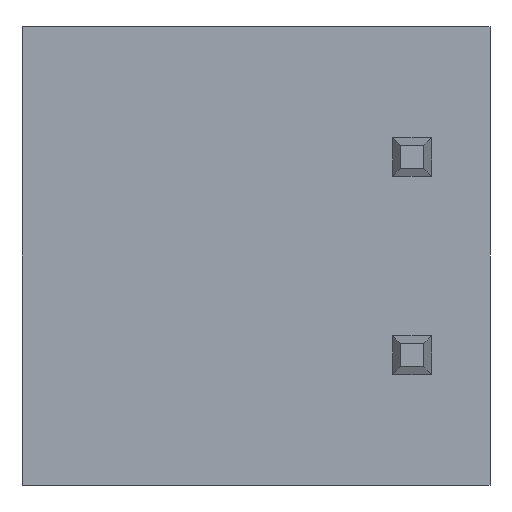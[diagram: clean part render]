
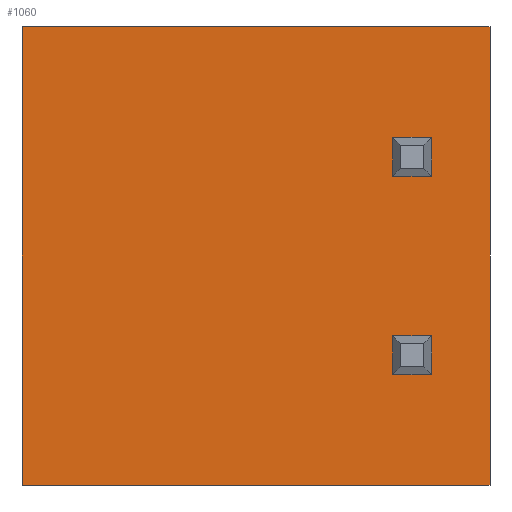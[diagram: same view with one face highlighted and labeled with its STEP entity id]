
A CAD part, front view. The second image highlights one B-rep face of the part: STEP entity #1060.
In plain terms, the highlighted planar face has unit normal (0, -1, 0).
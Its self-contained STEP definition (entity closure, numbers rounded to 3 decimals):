
#39 = DIRECTION ( 'NONE',  ( 1., 0., 0. ) ) ;
#64 = CARTESIAN_POINT ( 'NONE',  ( 8.9, 0., 2.54 ) ) ;
#84 = DIRECTION ( 'NONE',  ( 0., 0., -1. ) ) ;
#96 = EDGE_LOOP ( 'NONE', ( #2080, #867, #487, #2247 ) ) ;
#136 = DIRECTION ( 'NONE',  ( 1., 0., 0. ) ) ;
#143 = ORIENTED_EDGE ( 'NONE', *, *, #1790, .F. ) ;
#199 = ORIENTED_EDGE ( 'NONE', *, *, #1213, .F. ) ;
#213 = VECTOR ( 'NONE', #2720, 1000. ) ;
#247 = LINE ( 'NONE', #517, #2864 ) ;
#303 = LINE ( 'NONE', #1266, #1379 ) ;
#336 = LINE ( 'NONE', #1564, #2811 ) ;
#371 = VERTEX_POINT ( 'NONE', #2255 ) ;
#441 = ORIENTED_EDGE ( 'NONE', *, *, #2112, .T. ) ;
#487 = ORIENTED_EDGE ( 'NONE', *, *, #3092, .F. ) ;
#497 = EDGE_CURVE ( 'NONE', #1953, #955, #2777, .T. ) ;
#505 = ORIENTED_EDGE ( 'NONE', *, *, #1910, .F. ) ;
#510 = DIRECTION ( 'NONE',  ( 0., 0., 1. ) ) ;
#517 = CARTESIAN_POINT ( 'NONE',  ( 19.4, 0., 7.62 ) ) ;
#557 = CARTESIAN_POINT ( 'NONE',  ( 8.9, 0., 8.42 ) ) ;
#574 = AXIS2_PLACEMENT_3D ( 'NONE', #2860, #649, #696 ) ;
#649 = DIRECTION ( 'NONE',  ( 0., 1., 0. ) ) ;
#668 = CARTESIAN_POINT ( 'NONE',  ( 20.9, 0., 8.42 ) ) ;
#696 = DIRECTION ( 'NONE',  ( -1., 0., 0. ) ) ;
#728 = VECTOR ( 'NONE', #39, 1000. ) ;
#753 = CARTESIAN_POINT ( 'NONE',  ( 18.4, 0., -0.5 ) ) ;
#775 = CARTESIAN_POINT ( 'NONE',  ( 19.4, 0., 2.54 ) ) ;
#792 = ORIENTED_EDGE ( 'NONE', *, *, #1082, .T. ) ;
#867 = ORIENTED_EDGE ( 'NONE', *, *, #1372, .T. ) ;
#890 = FACE_BOUND ( 'NONE', #1895, .T. ) ;
#902 = LINE ( 'NONE', #2599, #1078 ) ;
#930 = EDGE_CURVE ( 'NONE', #2405, #1880, #2678, .T. ) ;
#955 = VERTEX_POINT ( 'NONE', #2942 ) ;
#959 = EDGE_CURVE ( 'NONE', #955, #1512, #303, .T. ) ;
#1021 = CARTESIAN_POINT ( 'NONE',  ( 19.4, 0., 5.58 ) ) ;
#1060 = ADVANCED_FACE ( 'NONE', ( #3114, #1420, #890 ), #2642, .F. ) ;
#1078 = VECTOR ( 'NONE', #1925, 1000. ) ;
#1082 = EDGE_CURVE ( 'NONE', #1145, #1693, #902, .T. ) ;
#1099 = LINE ( 'NONE', #1338, #1595 ) ;
#1145 = VERTEX_POINT ( 'NONE', #1496 ) ;
#1192 = CARTESIAN_POINT ( 'NONE',  ( 18.4, 0., -0.5 ) ) ;
#1201 = VERTEX_POINT ( 'NONE', #2483 ) ;
#1213 = EDGE_CURVE ( 'NONE', #2881, #1693, #247, .T. ) ;
#1225 = VECTOR ( 'NONE', #1823, 1000. ) ;
#1266 = CARTESIAN_POINT ( 'NONE',  ( 8.9, 0., -3.34 ) ) ;
#1297 = DIRECTION ( 'NONE',  ( 0., 0., -1. ) ) ;
#1338 = CARTESIAN_POINT ( 'NONE',  ( 18.4, 0., 0.5 ) ) ;
#1372 = EDGE_CURVE ( 'NONE', #1953, #2039, #2286, .T. ) ;
#1379 = VECTOR ( 'NONE', #2222, 1000. ) ;
#1393 = EDGE_CURVE ( 'NONE', #371, #2881, #2014, .T. ) ;
#1420 = FACE_BOUND ( 'NONE', #2220, .T. ) ;
#1421 = ORIENTED_EDGE ( 'NONE', *, *, #1393, .F. ) ;
#1429 = VECTOR ( 'NONE', #2251, 1000. ) ;
#1434 = LINE ( 'NONE', #753, #728 ) ;
#1475 = ORIENTED_EDGE ( 'NONE', *, *, #2048, .F. ) ;
#1496 = CARTESIAN_POINT ( 'NONE',  ( 18.4, 0., 5.58 ) ) ;
#1512 = VERTEX_POINT ( 'NONE', #2819 ) ;
#1564 = CARTESIAN_POINT ( 'NONE',  ( 18.4, 0., 5.58 ) ) ;
#1595 = VECTOR ( 'NONE', #136, 1000. ) ;
#1693 = VERTEX_POINT ( 'NONE', #1021 ) ;
#1790 = EDGE_CURVE ( 'NONE', #1145, #371, #336, .T. ) ;
#1791 = CARTESIAN_POINT ( 'NONE',  ( 19.4, 0., 0.5 ) ) ;
#1802 = VECTOR ( 'NONE', #510, 1000. ) ;
#1804 = VECTOR ( 'NONE', #1839, 1000. ) ;
#1823 = DIRECTION ( 'NONE',  ( 1., 0., 0. ) ) ;
#1839 = DIRECTION ( 'NONE',  ( 0., 0., -1. ) ) ;
#1880 = VERTEX_POINT ( 'NONE', #1791 ) ;
#1895 = EDGE_LOOP ( 'NONE', ( #1421, #143, #792, #199 ) ) ;
#1910 = EDGE_CURVE ( 'NONE', #1201, #2058, #2071, .T. ) ;
#1925 = DIRECTION ( 'NONE',  ( 1., 0., 0. ) ) ;
#1935 = DIRECTION ( 'NONE',  ( 0., 0., 1. ) ) ;
#1953 = VERTEX_POINT ( 'NONE', #668 ) ;
#2014 = LINE ( 'NONE', #3014, #1225 ) ;
#2022 = ORIENTED_EDGE ( 'NONE', *, *, #930, .F. ) ;
#2031 = LINE ( 'NONE', #64, #1802 ) ;
#2039 = VERTEX_POINT ( 'NONE', #2196 ) ;
#2048 = EDGE_CURVE ( 'NONE', #2058, #2405, #1434, .T. ) ;
#2058 = VERTEX_POINT ( 'NONE', #1192 ) ;
#2071 = LINE ( 'NONE', #2789, #1804 ) ;
#2080 = ORIENTED_EDGE ( 'NONE', *, *, #497, .F. ) ;
#2112 = EDGE_CURVE ( 'NONE', #1201, #1880, #1099, .T. ) ;
#2196 = CARTESIAN_POINT ( 'NONE',  ( 8.9, 0., 8.42 ) ) ;
#2220 = EDGE_LOOP ( 'NONE', ( #1475, #505, #441, #2022 ) ) ;
#2222 = DIRECTION ( 'NONE',  ( -1., 0., 0. ) ) ;
#2247 = ORIENTED_EDGE ( 'NONE', *, *, #959, .F. ) ;
#2251 = DIRECTION ( 'NONE',  ( -1., 0., 0. ) ) ;
#2255 = CARTESIAN_POINT ( 'NONE',  ( 18.4, 0., 4.58 ) ) ;
#2286 = LINE ( 'NONE', #557, #1429 ) ;
#2405 = VERTEX_POINT ( 'NONE', #3146 ) ;
#2483 = CARTESIAN_POINT ( 'NONE',  ( 18.4, 0., 0.5 ) ) ;
#2546 = CARTESIAN_POINT ( 'NONE',  ( 20.9, 0., 2.54 ) ) ;
#2599 = CARTESIAN_POINT ( 'NONE',  ( 18.4, 0., 5.58 ) ) ;
#2642 = PLANE ( 'NONE',  #574 ) ;
#2646 = CARTESIAN_POINT ( 'NONE',  ( 19.4, 0., 4.58 ) ) ;
#2678 = LINE ( 'NONE', #775, #213 ) ;
#2720 = DIRECTION ( 'NONE',  ( 0., 0., 1. ) ) ;
#2755 = VECTOR ( 'NONE', #84, 1000. ) ;
#2777 = LINE ( 'NONE', #2546, #2755 ) ;
#2789 = CARTESIAN_POINT ( 'NONE',  ( 18.4, 0., 0.5 ) ) ;
#2811 = VECTOR ( 'NONE', #1297, 1000. ) ;
#2819 = CARTESIAN_POINT ( 'NONE',  ( 8.9, 0., -3.34 ) ) ;
#2860 = CARTESIAN_POINT ( 'NONE',  ( 8.9, 0., 2.54 ) ) ;
#2864 = VECTOR ( 'NONE', #1935, 1000. ) ;
#2881 = VERTEX_POINT ( 'NONE', #2646 ) ;
#2942 = CARTESIAN_POINT ( 'NONE',  ( 20.9, 0., -3.34 ) ) ;
#3014 = CARTESIAN_POINT ( 'NONE',  ( 18.4, 0., 4.58 ) ) ;
#3092 = EDGE_CURVE ( 'NONE', #1512, #2039, #2031, .T. ) ;
#3114 = FACE_OUTER_BOUND ( 'NONE', #96, .T. ) ;
#3146 = CARTESIAN_POINT ( 'NONE',  ( 19.4, 0., -0.5 ) ) ;
